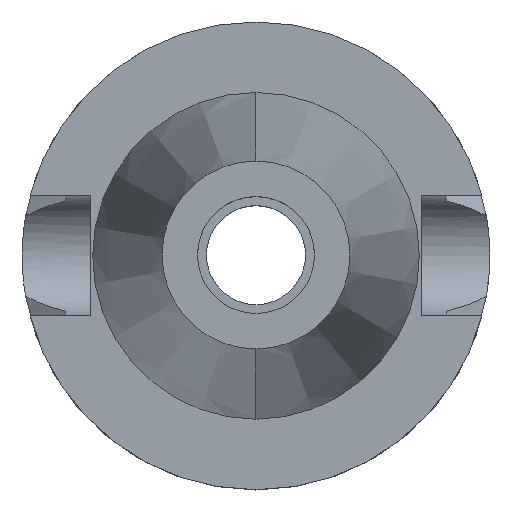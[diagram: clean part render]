
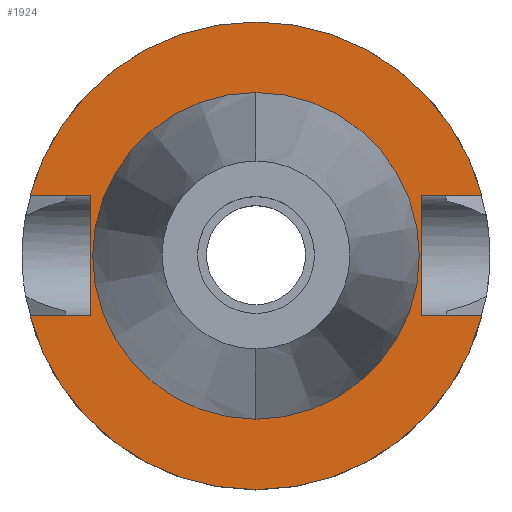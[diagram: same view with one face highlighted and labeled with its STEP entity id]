
A CAD part, top view. The second image highlights one B-rep face of the part: STEP entity #1924.
In plain terms, the highlighted planar face has unit normal (0, 0, 1).
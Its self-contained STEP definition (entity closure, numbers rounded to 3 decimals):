
#708=DIRECTION('',(1.,0.,0.));
#709=VECTOR('',#708,12.921);
#710=CARTESIAN_POINT('',(35.4,12.85,-1.5));
#711=LINE('',#710,#709);
#755=DIRECTION('',(0.,1.,0.));
#756=VECTOR('',#755,25.7);
#757=CARTESIAN_POINT('',(-35.4,-12.85,-1.5));
#758=LINE('',#757,#756);
#762=DIRECTION('',(-1.,0.,0.));
#763=VECTOR('',#762,12.921);
#764=CARTESIAN_POINT('',(-35.4,12.85,-1.5));
#765=LINE('',#764,#763);
#769=CARTESIAN_POINT('',(0.,0.,-1.5));
#770=DIRECTION('',(0.,0.,-1.));
#771=DIRECTION('',(-0.966,0.257,0.));
#772=AXIS2_PLACEMENT_3D('',#769,#770,#771);
#777=CARTESIAN_POINT('',(0.,0.,-1.5));
#778=DIRECTION('',(0.,0.,-1.));
#779=DIRECTION('',(0.,1.,0.));
#780=AXIS2_PLACEMENT_3D('',#777,#778,#779);
#785=DIRECTION('',(0.,-1.,0.));
#786=VECTOR('',#785,25.7);
#787=CARTESIAN_POINT('',(35.4,12.85,-1.5));
#788=LINE('',#787,#786);
#792=DIRECTION('',(1.,0.,0.));
#793=VECTOR('',#792,12.921);
#794=CARTESIAN_POINT('',(35.4,-12.85,-1.5));
#795=LINE('',#794,#793);
#799=CARTESIAN_POINT('',(0.,0.,-1.5));
#800=DIRECTION('',(0.,0.,-1.));
#801=DIRECTION('',(0.966,-0.257,0.));
#802=AXIS2_PLACEMENT_3D('',#799,#800,#801);
#807=CARTESIAN_POINT('',(0.,0.,-1.5));
#808=DIRECTION('',(0.,0.,-1.));
#809=DIRECTION('',(0.,-1.,0.));
#810=AXIS2_PLACEMENT_3D('',#807,#808,#809);
#815=CARTESIAN_POINT('',(0.,0.,-1.5));
#816=DIRECTION('',(0.,0.,1.));
#817=DIRECTION('',(0.,-1.,0.));
#818=AXIS2_PLACEMENT_3D('',#815,#816,#817);
#823=CARTESIAN_POINT('',(0.,0.,-1.5));
#824=DIRECTION('',(0.,0.,1.));
#825=DIRECTION('',(0.,1.,0.));
#826=AXIS2_PLACEMENT_3D('',#823,#824,#825);
#861=DIRECTION('',(-1.,0.,0.));
#862=VECTOR('',#861,12.921);
#863=CARTESIAN_POINT('',(-35.4,-12.85,-1.5));
#864=LINE('',#863,#862);
#1227=CARTESIAN_POINT('',(-35.4,-12.85,-1.5));
#1228=VERTEX_POINT('',#1227);
#1229=CARTESIAN_POINT('',(-48.321,-12.85,-1.5));
#1230=VERTEX_POINT('',#1229);
#1233=CARTESIAN_POINT('',(-35.4,12.85,-1.5));
#1234=VERTEX_POINT('',#1233);
#1235=CARTESIAN_POINT('',(-48.321,12.85,-1.5));
#1236=VERTEX_POINT('',#1235);
#1237=CARTESIAN_POINT('',(0.,50.,-1.5));
#1238=CARTESIAN_POINT('',(48.321,12.85,-1.5));
#1239=VERTEX_POINT('',#1237);
#1240=VERTEX_POINT('',#1238);
#1241=CARTESIAN_POINT('',(35.4,12.85,-1.5));
#1242=VERTEX_POINT('',#1241);
#1243=CARTESIAN_POINT('',(35.4,-12.85,-1.5));
#1244=VERTEX_POINT('',#1243);
#1245=CARTESIAN_POINT('',(48.321,-12.85,-1.5));
#1246=VERTEX_POINT('',#1245);
#1247=CARTESIAN_POINT('',(0.,-50.,-1.5));
#1248=VERTEX_POINT('',#1247);
#1249=CARTESIAN_POINT('',(0.,-34.925,-1.5));
#1250=CARTESIAN_POINT('',(0.,34.925,-1.5));
#1251=VERTEX_POINT('',#1249);
#1252=VERTEX_POINT('',#1250);
#1893=CARTESIAN_POINT('',(0.,0.,-1.5));
#1894=DIRECTION('',(0.,0.,-1.));
#1895=DIRECTION('',(0.,-1.,0.));
#1896=AXIS2_PLACEMENT_3D('',#1893,#1894,#1895);
#1897=PLANE('',#1896);
#1899=ORIENTED_EDGE('',*,*,#1898,.T.);
#1901=ORIENTED_EDGE('',*,*,#1900,.T.);
#1903=ORIENTED_EDGE('',*,*,#1902,.T.);
#1905=ORIENTED_EDGE('',*,*,#1904,.T.);
#1906=ORIENTED_EDGE('',*,*,#1869,.F.);
#1907=ORIENTED_EDGE('',*,*,#1883,.T.);
#1909=ORIENTED_EDGE('',*,*,#1908,.T.);
#1911=ORIENTED_EDGE('',*,*,#1910,.T.);
#1913=ORIENTED_EDGE('',*,*,#1912,.T.);
#1915=ORIENTED_EDGE('',*,*,#1914,.F.);
#1916=EDGE_LOOP('',(#1899,#1901,#1903,#1905,#1906,#1907,#1909,#1911,#1913,
#1915));
#1917=FACE_OUTER_BOUND('',#1916,.F.);
#1919=ORIENTED_EDGE('',*,*,#1918,.T.);
#1921=ORIENTED_EDGE('',*,*,#1920,.T.);
#1922=EDGE_LOOP('',(#1919,#1921));
#1923=FACE_BOUND('',#1922,.F.);
#773=CIRCLE('',#772,50.);
#781=CIRCLE('',#780,50.);
#803=CIRCLE('',#802,50.);
#811=CIRCLE('',#810,50.);
#819=CIRCLE('',#818,34.925);
#827=CIRCLE('',#826,34.925);
#1869=EDGE_CURVE('',#1242,#1240,#711,.T.);
#1883=EDGE_CURVE('',#1242,#1244,#788,.T.);
#1898=EDGE_CURVE('',#1228,#1234,#758,.T.);
#1900=EDGE_CURVE('',#1234,#1236,#765,.T.);
#1902=EDGE_CURVE('',#1236,#1239,#773,.T.);
#1904=EDGE_CURVE('',#1239,#1240,#781,.T.);
#1908=EDGE_CURVE('',#1244,#1246,#795,.T.);
#1910=EDGE_CURVE('',#1246,#1248,#803,.T.);
#1912=EDGE_CURVE('',#1248,#1230,#811,.T.);
#1914=EDGE_CURVE('',#1228,#1230,#864,.T.);
#1918=EDGE_CURVE('',#1251,#1252,#819,.T.);
#1920=EDGE_CURVE('',#1252,#1251,#827,.T.);
#1924=ADVANCED_FACE('',(#1917,#1923),#1897,.F.);
